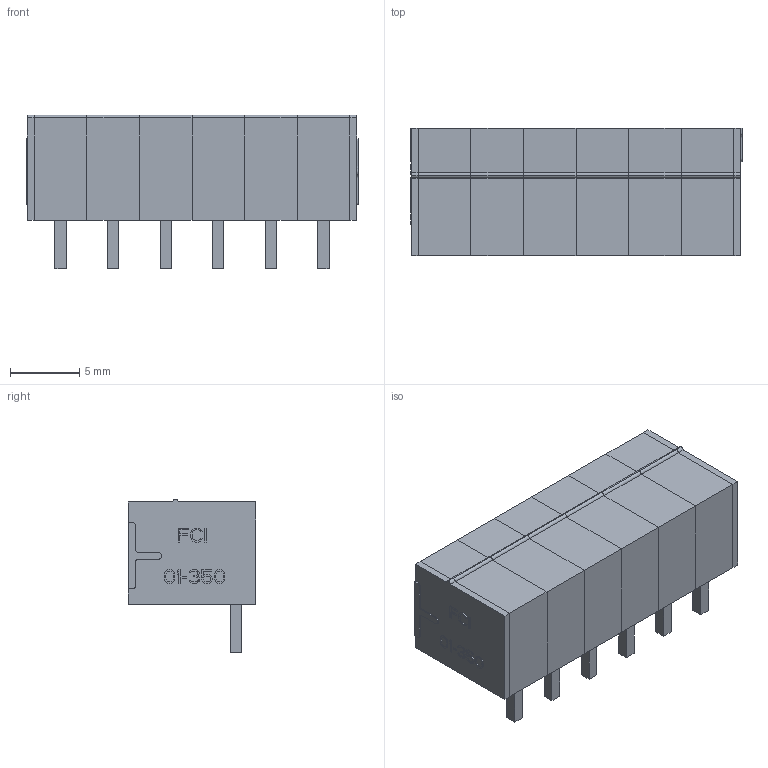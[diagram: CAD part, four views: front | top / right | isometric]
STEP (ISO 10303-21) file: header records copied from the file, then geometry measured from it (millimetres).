
FILE_DESCRIPTION(('STEP AP214'),'1');
FILE_NAME('70474048.stp','2018-08-03T20:18:02',('TraceParts'),('TraceParts S.A.'),'Spatial InterOp 3D',' ',' ');
FILE_SCHEMA(('automotive_design'));
Length unit declared in the file: millimetre
Products named in the file (8): 70474048_1; 70474048_2; 70474048_3; 70474048_4; 70474048_5; 70474048_6; 70474048_7; 70474048_8
Bounding box: 24.05 x 9.2 x 11.12 mm (x, y, z)
Volume: 932.8 mm3; surface area: 3151.9 mm2
Topology: 8 solids, 8 shells, 663 faces, 1800 edges, 1188 vertices
Faces by surface type: plane 553, cylinder 74, torus 24, cone 12
Entity records: 20762 total; most frequent: CARTESIAN_POINT 3731, ORIENTED_EDGE 3600, DIRECTION 3338, EDGE_CURVE 1800, LINE 1580, VECTOR 1580, VERTEX_POINT 1188, AXIS2_PLACEMENT_3D 879
